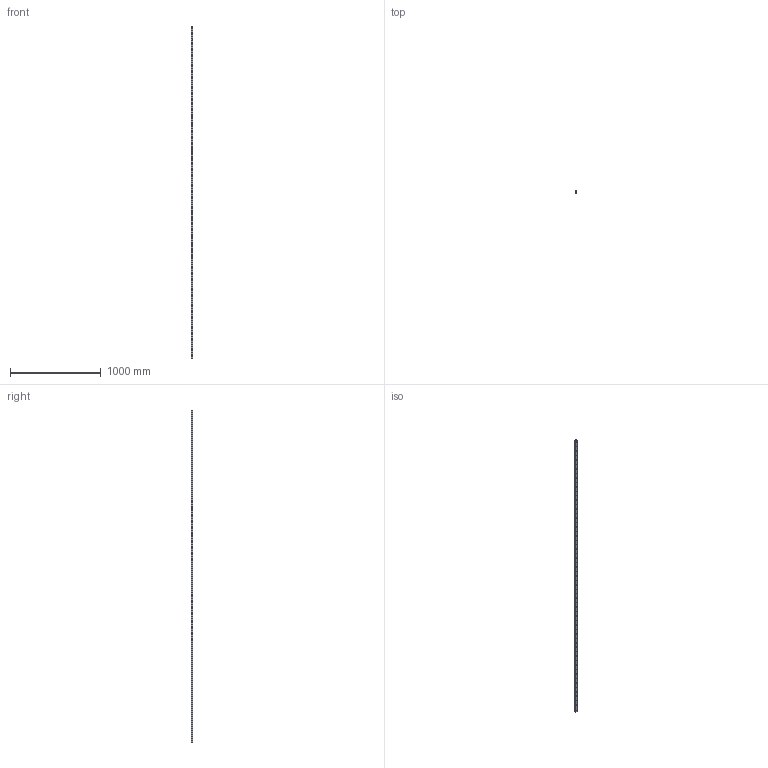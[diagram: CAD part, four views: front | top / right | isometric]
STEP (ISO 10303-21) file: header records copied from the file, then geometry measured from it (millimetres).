
FILE_DESCRIPTION (( 'STEP AP214' ), '1' );
FILE_NAME ('HGR20R LINEAR GUIDE RAIL, CONFIGURABLE, 3650 mm.STEP', '2019-03-07T08:57:01', ( '' ), ( '' ), 'SwSTEP 2.0', 'SolidWorks 2018', '' );
FILE_SCHEMA (( 'AUTOMOTIVE_DESIGN' ));
Length unit declared in the file: millimetre
Products named in the file (2): HGR20R LINEAR GUIDE RAIL, CONFIGURABLE, 3650 mm
Bounding box: 20 x 17.5 x 3650 mm (x, y, z)
Volume: 1039834.4 mm3; surface area: 302403.5 mm2
Topology: 1 solids, 1 shells, 349 faces, 858 edges, 572 vertices
Faces by surface type: cylinder 266, plane 83
Entity records: 10897 total; most frequent: DIRECTION 2092, CARTESIAN_POINT 1781, ORIENTED_EDGE 1716, AXIS2_PLACEMENT_3D 883, EDGE_CURVE 858, VERTEX_POINT 572, CIRCLE 532, EDGE_LOOP 532
